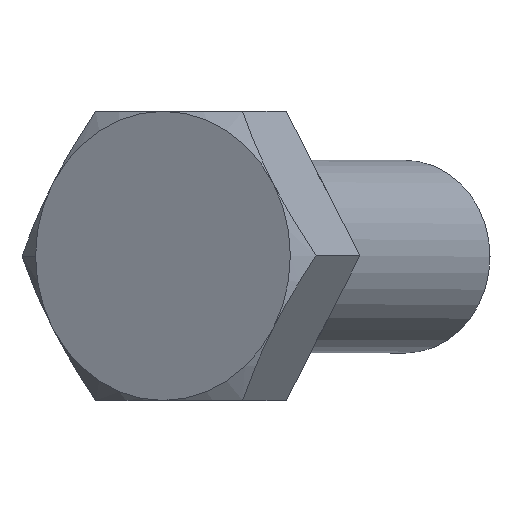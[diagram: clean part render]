
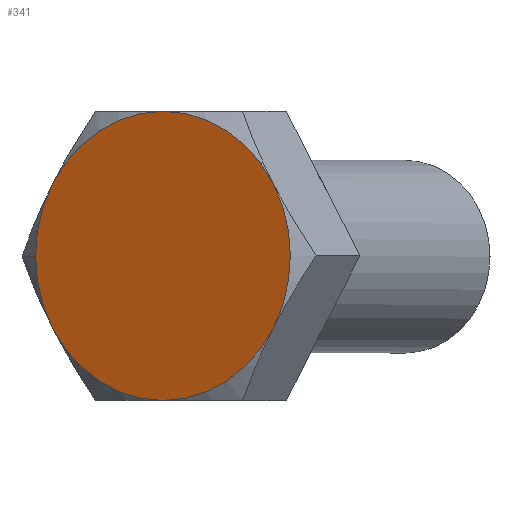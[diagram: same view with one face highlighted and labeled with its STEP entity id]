
A CAD part, top view. The second image highlights one B-rep face of the part: STEP entity #341.
In plain terms, the highlighted planar face has unit normal (-0.473, 0, 0.881).
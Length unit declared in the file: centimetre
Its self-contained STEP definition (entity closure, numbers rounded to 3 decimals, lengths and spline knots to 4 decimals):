
#82=FACE_OUTER_BOUND('',#107,.T.);
#107=EDGE_LOOP('',(#230,#231,#232,#233,#234,#235,#236));
#136=CIRCLE('',#369,0.9);
#137=CIRCLE('',#370,0.9);
#138=CIRCLE('',#371,0.9);
#139=CIRCLE('',#372,0.9);
#140=CIRCLE('',#373,0.9);
#141=CIRCLE('',#374,0.9);
#142=CIRCLE('',#375,0.9);
#153=VERTEX_POINT('',#517);
#154=VERTEX_POINT('',#518);
#155=VERTEX_POINT('',#520);
#156=VERTEX_POINT('',#522);
#157=VERTEX_POINT('',#524);
#158=VERTEX_POINT('',#526);
#159=VERTEX_POINT('',#528);
#182=EDGE_CURVE('',#153,#154,#136,.T.);
#183=EDGE_CURVE('',#154,#155,#137,.T.);
#184=EDGE_CURVE('',#155,#156,#138,.T.);
#185=EDGE_CURVE('',#156,#157,#139,.T.);
#186=EDGE_CURVE('',#157,#158,#140,.T.);
#187=EDGE_CURVE('',#158,#159,#141,.T.);
#188=EDGE_CURVE('',#159,#153,#142,.T.);
#230=ORIENTED_EDGE('',*,*,#182,.T.);
#231=ORIENTED_EDGE('',*,*,#183,.T.);
#232=ORIENTED_EDGE('',*,*,#184,.T.);
#233=ORIENTED_EDGE('',*,*,#185,.T.);
#234=ORIENTED_EDGE('',*,*,#186,.T.);
#235=ORIENTED_EDGE('',*,*,#187,.T.);
#236=ORIENTED_EDGE('',*,*,#188,.T.);
#326=PLANE('',#368);
#341=ADVANCED_FACE('',(#82),#326,.T.);
#368=AXIS2_PLACEMENT_3D('',#516,#412,#413);
#369=AXIS2_PLACEMENT_3D('',#519,#414,#415);
#370=AXIS2_PLACEMENT_3D('',#521,#416,#417);
#371=AXIS2_PLACEMENT_3D('',#523,#418,#419);
#372=AXIS2_PLACEMENT_3D('',#525,#420,#421);
#373=AXIS2_PLACEMENT_3D('',#527,#422,#423);
#374=AXIS2_PLACEMENT_3D('',#529,#424,#425);
#375=AXIS2_PLACEMENT_3D('',#530,#426,#427);
#412=DIRECTION('center_axis',(-0.473,0.,0.881));
#413=DIRECTION('ref_axis',(0.881,0.,0.473));
#414=DIRECTION('center_axis',(-0.473,0.,0.881));
#415=DIRECTION('ref_axis',(0.,1.,0.));
#416=DIRECTION('center_axis',(-0.473,0.,0.881));
#417=DIRECTION('ref_axis',(-0.881,0.,-0.473));
#418=DIRECTION('center_axis',(-0.473,0.,0.881));
#419=DIRECTION('ref_axis',(-0.881,0.,-0.473));
#420=DIRECTION('center_axis',(-0.473,0.,0.881));
#421=DIRECTION('ref_axis',(-0.763,-0.5,-0.409));
#422=DIRECTION('center_axis',(-0.473,0.,0.881));
#423=DIRECTION('ref_axis',(0.,-1.,0.));
#424=DIRECTION('center_axis',(-0.473,0.,0.881));
#425=DIRECTION('ref_axis',(0.763,-0.5,0.409));
#426=DIRECTION('center_axis',(-0.473,0.,0.881));
#427=DIRECTION('ref_axis',(0.763,0.5,0.409));
#516=CARTESIAN_POINT('Origin',(32.4587,-33.5977,57.4262));
#517=CARTESIAN_POINT('',(32.4587,-32.6977,57.4262));
#518=CARTESIAN_POINT('',(31.7718,-33.1477,57.0578));
#519=CARTESIAN_POINT('Origin',(32.4587,-33.5977,57.4262));
#520=CARTESIAN_POINT('',(31.6656,-33.5977,57.0008));
#521=CARTESIAN_POINT('Origin',(32.4587,-33.5977,57.4262));
#522=CARTESIAN_POINT('',(31.7718,-34.0477,57.0578));
#523=CARTESIAN_POINT('Origin',(32.4587,-33.5977,57.4262));
#524=CARTESIAN_POINT('',(32.4587,-34.4977,57.4262));
#525=CARTESIAN_POINT('Origin',(32.4587,-33.5977,57.4262));
#526=CARTESIAN_POINT('',(33.1456,-34.0477,57.7946));
#527=CARTESIAN_POINT('Origin',(32.4587,-33.5977,57.4262));
#528=CARTESIAN_POINT('',(33.1456,-33.1477,57.7946));
#529=CARTESIAN_POINT('Origin',(32.4587,-33.5977,57.4262));
#530=CARTESIAN_POINT('Origin',(32.4587,-33.5977,57.4262));
